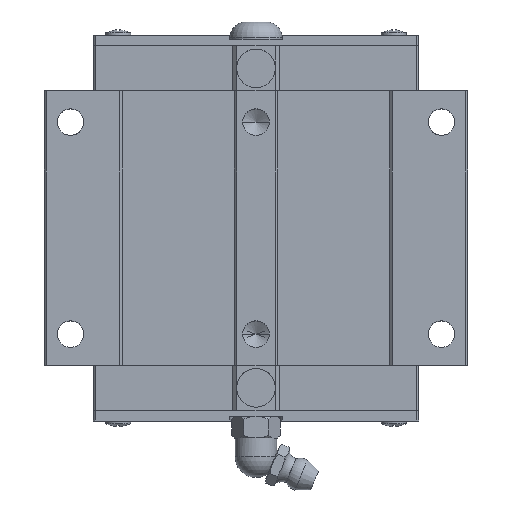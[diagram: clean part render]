
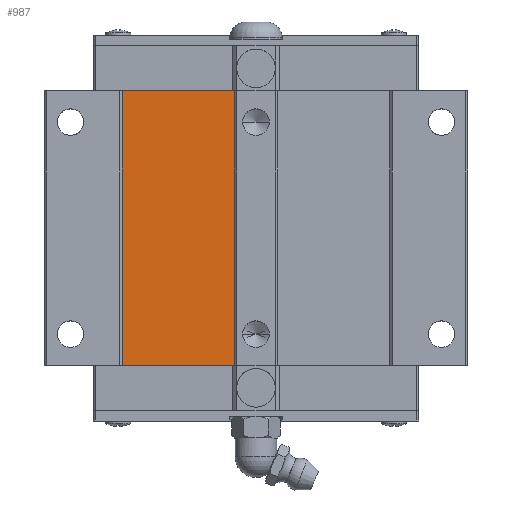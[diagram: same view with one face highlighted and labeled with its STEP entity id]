
A CAD part, top view. The second image highlights one B-rep face of the part: STEP entity #987.
In plain terms, the highlighted planar face has unit normal (0, 0, 1).
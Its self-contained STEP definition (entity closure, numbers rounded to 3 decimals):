
#987=ADVANCED_FACE('',(#2034),#2035,.F.);
#2034=FACE_OUTER_BOUND('',#3139,.T.);
#2035=PLANE('',#3140);
#3139=EDGE_LOOP('',(#6166,#6167,#6168,#6169));
#3140=AXIS2_PLACEMENT_3D('',#6170,#6171,#6172);
#6166=ORIENTED_EDGE('',*,*,#7750,.T.);
#6167=ORIENTED_EDGE('',*,*,#7735,.F.);
#6168=ORIENTED_EDGE('',*,*,#7756,.T.);
#6169=ORIENTED_EDGE('',*,*,#7691,.F.);
#6170=CARTESIAN_POINT('',(0.0,88.201,26.5));
#6171=DIRECTION('',(0.0,0.0,-1.0));
#6172=DIRECTION('',(1.0,0.0,0.0));
#7691=EDGE_CURVE('',#9516,#9518,#9519,.T.);
#7735=EDGE_CURVE('',#9586,#9588,#9589,.T.);
#7750=EDGE_CURVE('',#9516,#9588,#9613,.T.);
#7756=EDGE_CURVE('',#9586,#9518,#9619,.T.);
#9516=VERTEX_POINT('',#12939);
#9518=VERTEX_POINT('',#12942);
#9519=LINE('',#12943,#12944);
#9586=VERTEX_POINT('',#13038);
#9588=VERTEX_POINT('',#13041);
#9589=LINE('',#13042,#13043);
#9613=LINE('',#13079,#13080);
#9619=LINE('',#13088,#13089);
#12939=CARTESIAN_POINT('',(-4.125,10.501,26.5));
#12942=CARTESIAN_POINT('',(-25.25,10.501,26.5));
#12943=CARTESIAN_POINT('',(0.,10.501,26.5));
#12944=VECTOR('',#14419,1.0);
#13038=CARTESIAN_POINT('',(-25.25,62.301,26.5));
#13041=CARTESIAN_POINT('',(-4.125,62.301,26.5));
#13042=CARTESIAN_POINT('',(0.,62.301,26.5));
#13043=VECTOR('',#14472,1.0);
#13079=CARTESIAN_POINT('',(-4.125,75.251,26.5));
#13080=VECTOR('',#14485,1.0);
#13088=CARTESIAN_POINT('',(-25.25,88.201,26.5));
#13089=VECTOR('',#14488,1.0);
#14419=DIRECTION('',(-1.0,-0.0,-0.0));
#14472=DIRECTION('',(1.0,0.0,0.0));
#14485=DIRECTION('',(0.0,1.0,0.0));
#14488=DIRECTION('',(0.0,-1.0,0.0));
